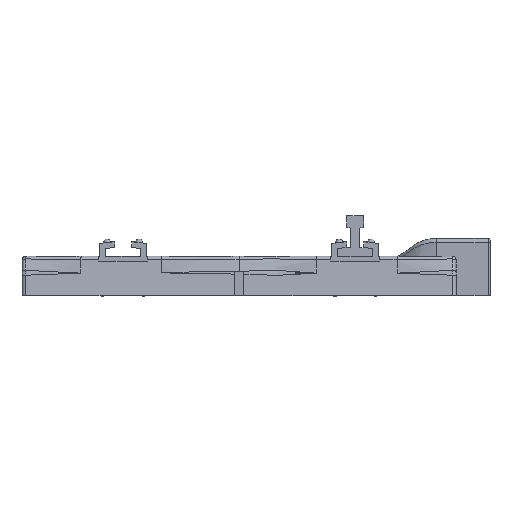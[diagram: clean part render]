
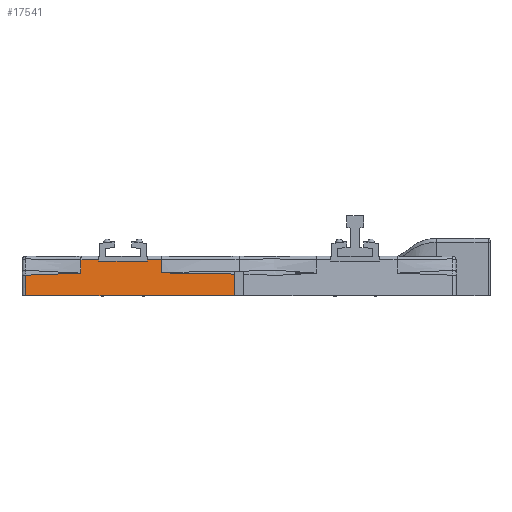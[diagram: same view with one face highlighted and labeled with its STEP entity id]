
A CAD part, left-side view. The second image highlights one B-rep face of the part: STEP entity #17541.
In plain terms, the highlighted face is planar.
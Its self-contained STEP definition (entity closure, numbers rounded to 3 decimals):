
#1075=B_SPLINE_CURVE_WITH_KNOTS('',3,(#47792,#47793,#47794,#47795,#47796,
#47797),.UNSPECIFIED.,.F.,.F.,(4,2,4),(0.076,1.211,
1.217),.UNSPECIFIED.);
#1076=B_SPLINE_CURVE_WITH_KNOTS('',3,(#47805,#47806,#47807,#47808,#47809,
#47810,#47811,#47812),.UNSPECIFIED.,.F.,.F.,(4,2,2,4),(-0.008,
0.,0.882,1.503),.UNSPECIFIED.);
#2016=FACE_OUTER_BOUND('',#3046,.T.);
#3046=EDGE_LOOP('',(#15387,#15388,#15389,#15390,#15391,#15392,#15393,#15394,
#15395,#15396,#15397,#15398));
#4619=LINE('',#47661,#6220);
#4623=LINE('',#47712,#6224);
#4627=LINE('',#47790,#6228);
#4628=LINE('',#47799,#6229);
#4629=LINE('',#47801,#6230);
#4630=LINE('',#47803,#6231);
#4631=LINE('',#47814,#6232);
#4632=LINE('',#47815,#6233);
#4633=LINE('',#47816,#6234);
#4634=LINE('',#47817,#6235);
#6220=VECTOR('',#22316,10.);
#6224=VECTOR('',#22326,10.);
#6228=VECTOR('',#22334,10.);
#6229=VECTOR('',#22335,10.);
#6230=VECTOR('',#22336,10.);
#6231=VECTOR('',#22337,10.);
#6232=VECTOR('',#22338,10.);
#6233=VECTOR('',#22339,10.);
#6234=VECTOR('',#22340,10.);
#6235=VECTOR('',#22341,10.);
#8200=VERTEX_POINT('',#47659);
#8201=VERTEX_POINT('',#47660);
#8208=VERTEX_POINT('',#47710);
#8209=VERTEX_POINT('',#47711);
#8215=VERTEX_POINT('',#47788);
#8216=VERTEX_POINT('',#47789);
#8217=VERTEX_POINT('',#47791);
#8218=VERTEX_POINT('',#47798);
#8219=VERTEX_POINT('',#47800);
#8220=VERTEX_POINT('',#47802);
#8221=VERTEX_POINT('',#47804);
#8222=VERTEX_POINT('',#47813);
#10630=EDGE_CURVE('',#8200,#8201,#4619,.T.);
#10638=EDGE_CURVE('',#8208,#8209,#4623,.T.);
#10645=EDGE_CURVE('',#8215,#8216,#4627,.T.);
#10646=EDGE_CURVE('',#8217,#8216,#1075,.T.);
#10647=EDGE_CURVE('',#8218,#8217,#4628,.T.);
#10648=EDGE_CURVE('',#8219,#8218,#4629,.T.);
#10649=EDGE_CURVE('',#8219,#8220,#4630,.T.);
#10650=EDGE_CURVE('',#8221,#8220,#1076,.T.);
#10651=EDGE_CURVE('',#8221,#8222,#4631,.T.);
#10652=EDGE_CURVE('',#8208,#8222,#4632,.T.);
#10653=EDGE_CURVE('',#8209,#8200,#4633,.T.);
#10654=EDGE_CURVE('',#8215,#8201,#4634,.T.);
#15387=ORIENTED_EDGE('',*,*,#10645,.T.);
#15388=ORIENTED_EDGE('',*,*,#10646,.F.);
#15389=ORIENTED_EDGE('',*,*,#10647,.F.);
#15390=ORIENTED_EDGE('',*,*,#10648,.F.);
#15391=ORIENTED_EDGE('',*,*,#10649,.T.);
#15392=ORIENTED_EDGE('',*,*,#10650,.F.);
#15393=ORIENTED_EDGE('',*,*,#10651,.T.);
#15394=ORIENTED_EDGE('',*,*,#10652,.F.);
#15395=ORIENTED_EDGE('',*,*,#10638,.T.);
#15396=ORIENTED_EDGE('',*,*,#10653,.T.);
#15397=ORIENTED_EDGE('',*,*,#10630,.T.);
#15398=ORIENTED_EDGE('',*,*,#10654,.F.);
#16675=PLANE('',#18781);
#17541=ADVANCED_FACE('',(#2016),#16675,.T.);
#18781=AXIS2_PLACEMENT_3D('',#47787,#22332,#22333);
#22316=DIRECTION('',(0.,0.104,0.995));
#22326=DIRECTION('',(0.,-0.104,-0.995));
#22332=DIRECTION('center_axis',(0.,-0.995,
0.104));
#22333=DIRECTION('ref_axis',(0.,0.104,0.995));
#22334=DIRECTION('',(0.,-0.104,-0.995));
#22335=DIRECTION('',(0.,0.104,0.995));
#22336=DIRECTION('',(-1.,0.,0.));
#22337=DIRECTION('',(0.,0.104,0.995));
#22338=DIRECTION('',(0.,0.104,0.995));
#22339=DIRECTION('',(1.,0.,0.));
#22340=DIRECTION('',(-1.,0.,0.));
#22341=DIRECTION('',(1.,0.,0.));
#47659=CARTESIAN_POINT('',(-73.9,0.75,7.2));
#47660=CARTESIAN_POINT('',(-73.9,0.779,7.483));
#47661=CARTESIAN_POINT('',(-73.9,0.689,6.611));
#47710=CARTESIAN_POINT('',(-63.9,0.779,7.483));
#47711=CARTESIAN_POINT('',(-63.9,0.75,7.2));
#47712=CARTESIAN_POINT('',(-63.9,0.637,6.116));
#47787=CARTESIAN_POINT('Origin',(-89.8,0.5,4.8));
#47788=CARTESIAN_POINT('',(-77.6,0.779,7.483));
#47789=CARTESIAN_POINT('',(-77.6,0.49,4.703));
#47790=CARTESIAN_POINT('',(-77.6,0.5,4.8));
#47791=CARTESIAN_POINT('',(-89.,0.445,4.273));
#47792=CARTESIAN_POINT('Ctrl Pts',(-89.,0.445,4.273));
#47793=CARTESIAN_POINT('Ctrl Pts',(-85.218,0.46,4.413));
#47794=CARTESIAN_POINT('Ctrl Pts',(-81.437,0.475,4.557));
#47795=CARTESIAN_POINT('Ctrl Pts',(-77.637,0.49,
4.701));
#47796=CARTESIAN_POINT('Ctrl Pts',(-77.619,0.49,
4.702));
#47797=CARTESIAN_POINT('Ctrl Pts',(-77.6,0.49,4.703));
#47798=CARTESIAN_POINT('',(-89.,0.,0.));
#47799=CARTESIAN_POINT('',(-89.,0.314,3.018));
#47800=CARTESIAN_POINT('',(-45.9,0.,0.));
#47801=CARTESIAN_POINT('',(0.,0.,0.));
#47802=CARTESIAN_POINT('',(-45.9,0.47,4.514));
#47803=CARTESIAN_POINT('',(-45.9,0.26,2.493));
#47804=CARTESIAN_POINT('',(-61.,0.496,4.763));
#47805=CARTESIAN_POINT('Ctrl Pts',(-61.,0.496,4.763));
#47806=CARTESIAN_POINT('Ctrl Pts',(-60.974,0.496,
4.763));
#47807=CARTESIAN_POINT('Ctrl Pts',(-60.948,0.496,
4.763));
#47808=CARTESIAN_POINT('Ctrl Pts',(-57.983,0.496,
4.763));
#47809=CARTESIAN_POINT('Ctrl Pts',(-55.048,0.476,
4.567));
#47810=CARTESIAN_POINT('Ctrl Pts',(-50.04,0.467,
4.481));
#47811=CARTESIAN_POINT('Ctrl Pts',(-47.97,0.469,
4.507));
#47812=CARTESIAN_POINT('Ctrl Pts',(-45.9,0.47,4.514));
#47813=CARTESIAN_POINT('',(-61.,0.779,7.483));
#47814=CARTESIAN_POINT('',(-61.,0.473,4.54));
#47815=CARTESIAN_POINT('',(-78.575,0.779,7.483));
#47816=CARTESIAN_POINT('',(-81.85,0.75,7.2));
#47817=CARTESIAN_POINT('',(-78.575,0.779,7.483));
